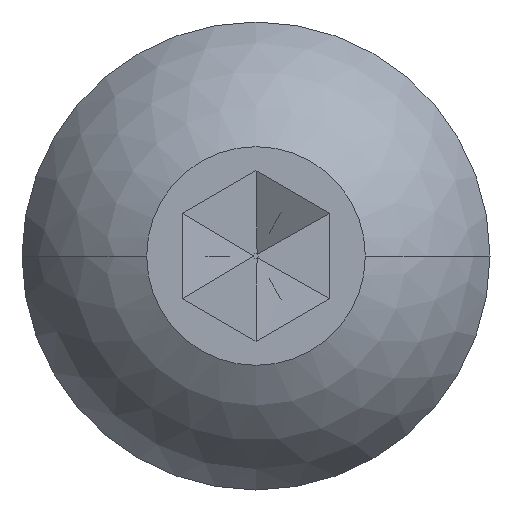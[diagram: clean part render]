
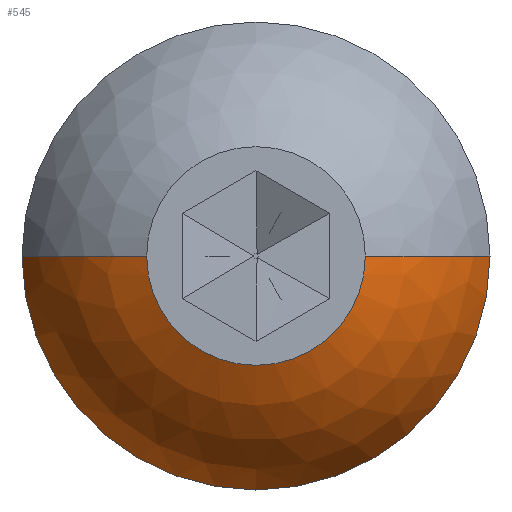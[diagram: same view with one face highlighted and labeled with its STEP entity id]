
A CAD part, left-side view. The second image highlights one B-rep face of the part: STEP entity #545.
In plain terms, the highlighted spherical face has radius 5.091 mm.
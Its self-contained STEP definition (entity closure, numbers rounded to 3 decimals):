
#52 = VERTEX_POINT ( 'NONE', #704 ) ;
#78 = CARTESIAN_POINT ( 'NONE',  ( 2.75, 4.75, 0. ) ) ;
#79 = VERTEX_POINT ( 'NONE', #78 ) ;
#84 = CIRCLE ( 'NONE', #318, 5.091 ) ;
#92 = ORIENTED_EDGE ( 'NONE', *, *, #760, .T. ) ;
#142 = CARTESIAN_POINT ( 'NONE',  ( 4.581, 0., 0. ) ) ;
#167 = VERTEX_POINT ( 'NONE', #624 ) ;
#216 = CARTESIAN_POINT ( 'NONE',  ( 2.75, 0., 0. ) ) ;
#219 = DIRECTION ( 'NONE',  ( 1., 0., 0. ) ) ;
#236 = VERTEX_POINT ( 'NONE', #607 ) ;
#270 = ORIENTED_EDGE ( 'NONE', *, *, #674, .F. ) ;
#286 = DIRECTION ( 'NONE',  ( 0., 0., 1. ) ) ;
#297 = CIRCLE ( 'NONE', #462, 2.22 ) ;
#309 = CIRCLE ( 'NONE', #339, 4.75 ) ;
#318 = AXIS2_PLACEMENT_3D ( 'NONE', #142, #689, #219 ) ;
#321 = AXIS2_PLACEMENT_3D ( 'NONE', #890, #430, #962 ) ;
#339 = AXIS2_PLACEMENT_3D ( 'NONE', #216, #770, #286 ) ;
#420 = CARTESIAN_POINT ( 'NONE',  ( 0., 0., 0. ) ) ;
#430 = DIRECTION ( 'NONE',  ( 0., 0., -1. ) ) ;
#462 = AXIS2_PLACEMENT_3D ( 'NONE', #420, #954, #499 ) ;
#476 = CIRCLE ( 'NONE', #321, 5.091 ) ;
#479 = AXIS2_PLACEMENT_3D ( 'NONE', #650, #747, #930 ) ;
#494 = ORIENTED_EDGE ( 'NONE', *, *, #759, .T. ) ;
#499 = DIRECTION ( 'NONE',  ( 0., 0., 1. ) ) ;
#539 = ORIENTED_EDGE ( 'NONE', *, *, #763, .F. ) ;
#545 = ADVANCED_FACE ( 'NONE', ( #903 ), #655, .T. ) ;
#607 = CARTESIAN_POINT ( 'NONE',  ( 0., -2.22, 0. ) ) ;
#624 = CARTESIAN_POINT ( 'NONE',  ( 0., 2.22, 0. ) ) ;
#650 = CARTESIAN_POINT ( 'NONE',  ( 4.581, 0., 0. ) ) ;
#655 = SPHERICAL_SURFACE ( 'NONE', #479, 5.091 ) ;
#674 = EDGE_CURVE ( 'NONE', #167, #236, #297, .T. ) ;
#689 = DIRECTION ( 'NONE',  ( 0., 0., 1. ) ) ;
#704 = CARTESIAN_POINT ( 'NONE',  ( 2.75, -4.75, 0. ) ) ;
#747 = DIRECTION ( 'NONE',  ( -1., 0., 0. ) ) ;
#759 = EDGE_CURVE ( 'NONE', #79, #52, #309, .T. ) ;
#760 = EDGE_CURVE ( 'NONE', #52, #236, #476, .T. ) ;
#763 = EDGE_CURVE ( 'NONE', #79, #167, #84, .T. ) ;
#770 = DIRECTION ( 'NONE',  ( -1., 0., 0. ) ) ;
#890 = CARTESIAN_POINT ( 'NONE',  ( 4.581, 0., 0. ) ) ;
#893 = EDGE_LOOP ( 'NONE', ( #494, #92, #270, #539 ) ) ;
#903 = FACE_OUTER_BOUND ( 'NONE', #893, .T. ) ;
#930 = DIRECTION ( 'NONE',  ( 0., -1., 0. ) ) ;
#954 = DIRECTION ( 'NONE',  ( -1., 0., 0. ) ) ;
#962 = DIRECTION ( 'NONE',  ( 0., 1., 0. ) ) ;
